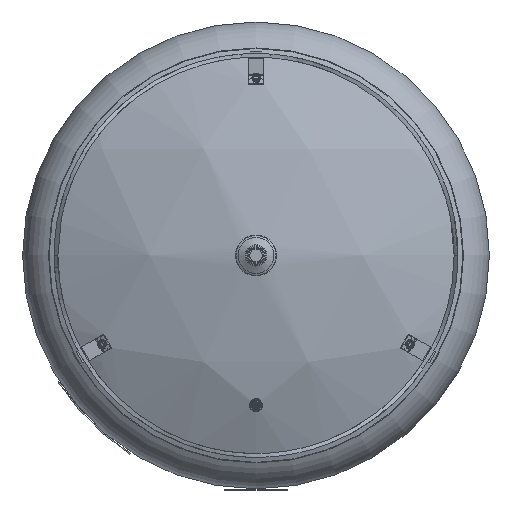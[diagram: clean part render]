
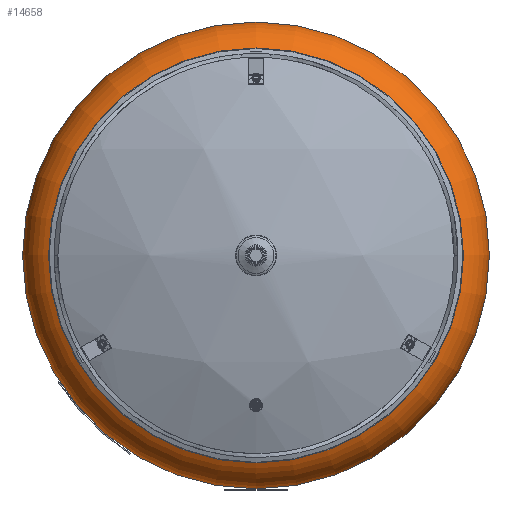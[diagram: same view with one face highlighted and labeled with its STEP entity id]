
A CAD part, front view. The second image highlights one B-rep face of the part: STEP entity #14658.
In plain terms, the highlighted toroidal (fillet/blend) face has major radius 296 mm and minor radius 74 mm.
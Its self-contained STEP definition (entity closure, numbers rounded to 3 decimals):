
#14428=CARTESIAN_POINT('',(328.889,-1425.781,0.));
#14429=VERTEX_POINT('',#14428);
#14430=CARTESIAN_POINT('',(0.,-1425.781,0.));
#14431=DIRECTION('',(0.0,-1.0,0.0));
#14432=DIRECTION('',(1.0,0.0,0.0));
#14433=AXIS2_PLACEMENT_3D('',#14430,#14431,#14432);
#14434=CIRCLE('',#14433,328.889);
#14435=EDGE_CURVE('',#14429,#14429,#14434,.T.);
#14632=CARTESIAN_POINT('',(370.,-1359.492,0.));
#14633=VERTEX_POINT('',#14632);
#14634=CARTESIAN_POINT('',(0.,-1359.492,0.));
#14635=DIRECTION('',(0.0,-1.0,0.0));
#14636=DIRECTION('',(1.0,0.0,0.0));
#14637=AXIS2_PLACEMENT_3D('',#14634,#14635,#14636);
#14638=CIRCLE('',#14637,370.0);
#14639=EDGE_CURVE('',#14633,#14633,#14638,.T.);
#14647=CARTESIAN_POINT('',(0.,-1359.492,0.));
#14648=DIRECTION('',(0.,-1.0,0.));
#14649=DIRECTION('',(0.0,0.0,1.0));
#14650=AXIS2_PLACEMENT_3D('',#14647,#14648,#14649);
#14651=TOROIDAL_SURFACE('',#14650,296.0,74.0);
#14652=ORIENTED_EDGE('',*,*,#14435,.F.);
#14653=EDGE_LOOP('',(#14652));
#14654=FACE_OUTER_BOUND('',#14653,.T.);
#14655=ORIENTED_EDGE('',*,*,#14639,.T.);
#14656=EDGE_LOOP('',(#14655));
#14657=FACE_BOUND('',#14656,.T.);
#14658=ADVANCED_FACE('',(#14654,#14657),#14651,.T.);
